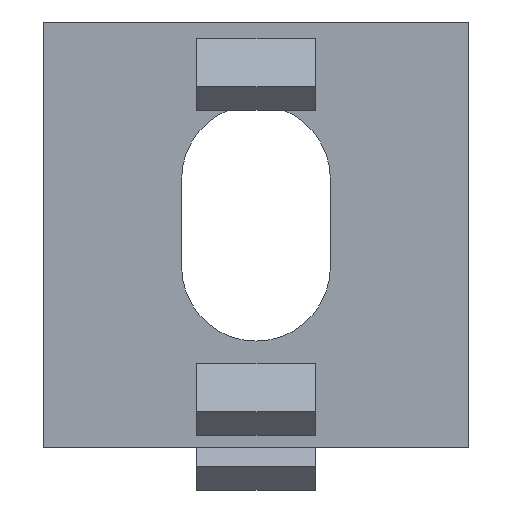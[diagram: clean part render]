
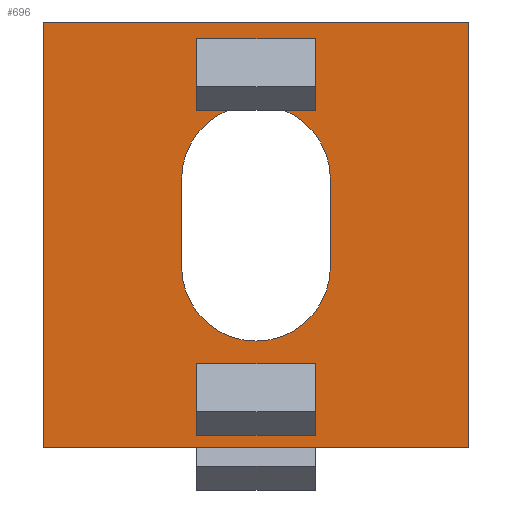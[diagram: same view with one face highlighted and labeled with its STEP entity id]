
A CAD part, left-side view. The second image highlights one B-rep face of the part: STEP entity #696.
In plain terms, the highlighted planar face has unit normal (-1, 0, 0).
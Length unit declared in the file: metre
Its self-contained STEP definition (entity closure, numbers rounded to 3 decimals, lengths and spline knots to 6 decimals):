
#16=CIRCLE('',#750,0.00315);
#17=CIRCLE('',#751,0.00315);
#32=ORIENTED_EDGE('',*,*,#228,.T.);
#33=ORIENTED_EDGE('',*,*,#229,.F.);
#34=ORIENTED_EDGE('',*,*,#230,.F.);
#35=ORIENTED_EDGE('',*,*,#231,.T.);
#36=ORIENTED_EDGE('',*,*,#232,.F.);
#37=ORIENTED_EDGE('',*,*,#233,.T.);
#38=ORIENTED_EDGE('',*,*,#234,.T.);
#39=ORIENTED_EDGE('',*,*,#235,.F.);
#40=ORIENTED_EDGE('',*,*,#236,.F.);
#41=ORIENTED_EDGE('',*,*,#237,.F.);
#42=ORIENTED_EDGE('',*,*,#238,.T.);
#43=ORIENTED_EDGE('',*,*,#239,.T.);
#44=ORIENTED_EDGE('',*,*,#240,.F.);
#45=ORIENTED_EDGE('',*,*,#241,.T.);
#46=ORIENTED_EDGE('',*,*,#242,.T.);
#47=ORIENTED_EDGE('',*,*,#243,.T.);
#228=EDGE_CURVE('',#326,#327,#390,.T.);
#229=EDGE_CURVE('',#328,#327,#391,.T.);
#230=EDGE_CURVE('',#329,#328,#392,.T.);
#231=EDGE_CURVE('',#329,#326,#393,.T.);
#232=EDGE_CURVE('',#330,#331,#394,.T.);
#233=EDGE_CURVE('',#330,#332,#395,.T.);
#234=EDGE_CURVE('',#332,#333,#396,.T.);
#235=EDGE_CURVE('',#331,#333,#397,.T.);
#236=EDGE_CURVE('',#334,#335,#398,.T.);
#237=EDGE_CURVE('',#336,#334,#399,.T.);
#238=EDGE_CURVE('',#336,#337,#400,.T.);
#239=EDGE_CURVE('',#337,#335,#401,.T.);
#240=EDGE_CURVE('',#338,#339,#402,.T.);
#241=EDGE_CURVE('',#338,#340,#16,.T.);
#242=EDGE_CURVE('',#340,#341,#403,.T.);
#243=EDGE_CURVE('',#341,#339,#17,.T.);
#326=VERTEX_POINT('',#1004);
#327=VERTEX_POINT('',#1005);
#328=VERTEX_POINT('',#1007);
#329=VERTEX_POINT('',#1009);
#330=VERTEX_POINT('',#1012);
#331=VERTEX_POINT('',#1013);
#332=VERTEX_POINT('',#1015);
#333=VERTEX_POINT('',#1017);
#334=VERTEX_POINT('',#1020);
#335=VERTEX_POINT('',#1021);
#336=VERTEX_POINT('',#1023);
#337=VERTEX_POINT('',#1025);
#338=VERTEX_POINT('',#1028);
#339=VERTEX_POINT('',#1029);
#340=VERTEX_POINT('',#1031);
#341=VERTEX_POINT('',#1033);
#390=LINE('',#1003,#480);
#391=LINE('',#1006,#481);
#392=LINE('',#1008,#482);
#393=LINE('',#1010,#483);
#394=LINE('',#1011,#484);
#395=LINE('',#1014,#485);
#396=LINE('',#1016,#486);
#397=LINE('',#1018,#487);
#398=LINE('',#1019,#488);
#399=LINE('',#1022,#489);
#400=LINE('',#1024,#490);
#401=LINE('',#1026,#491);
#402=LINE('',#1027,#492);
#403=LINE('',#1032,#493);
#480=VECTOR('',#811,1.);
#481=VECTOR('',#812,1.);
#482=VECTOR('',#813,1.);
#483=VECTOR('',#814,1.);
#484=VECTOR('',#815,1.);
#485=VECTOR('',#816,1.);
#486=VECTOR('',#817,1.);
#487=VECTOR('',#818,1.);
#488=VECTOR('',#819,1.);
#489=VECTOR('',#820,1.);
#490=VECTOR('',#821,1.);
#491=VECTOR('',#822,1.);
#492=VECTOR('',#823,1.);
#493=VECTOR('',#826,1.);
#564=EDGE_LOOP('',(#32,#33,#34,#35));
#565=EDGE_LOOP('',(#36,#37,#38,#39));
#566=EDGE_LOOP('',(#40,#41,#42,#43));
#567=EDGE_LOOP('',(#44,#45,#46,#47));
#612=FACE_BOUND('',#564,.T.);
#613=FACE_BOUND('',#565,.T.);
#614=FACE_BOUND('',#566,.T.);
#615=FACE_BOUND('',#567,.T.);
#660=PLANE('',#749);
#696=ADVANCED_FACE('',(#612,#613,#614,#615),#660,.F.);
#749=AXIS2_PLACEMENT_3D('',#1002,#809,#810);
#750=AXIS2_PLACEMENT_3D('',#1030,#824,#825);
#751=AXIS2_PLACEMENT_3D('',#1034,#827,#828);
#809=DIRECTION('',(1.,0.,0.));
#810=DIRECTION('',(0.,1.,0.));
#811=DIRECTION('',(0.,0.,-1.));
#812=DIRECTION('',(0.,1.,0.));
#813=DIRECTION('',(0.,0.,-1.));
#814=DIRECTION('',(0.,1.,0.));
#815=DIRECTION('',(0.,0.,1.));
#816=DIRECTION('',(0.,1.,0.));
#817=DIRECTION('',(0.,0.,1.));
#818=DIRECTION('',(0.,1.,0.));
#819=DIRECTION('',(0.,1.,0.));
#820=DIRECTION('',(0.,0.,1.));
#821=DIRECTION('',(0.,1.,0.));
#822=DIRECTION('',(0.,0.,1.));
#823=DIRECTION('',(0.,0.,-1.));
#824=DIRECTION('',(1.,0.,0.));
#825=DIRECTION('',(0.,1.,0.));
#826=DIRECTION('',(0.,0.,-1.));
#827=DIRECTION('',(1.,0.,0.));
#828=DIRECTION('',(0.,1.,0.));
#1002=CARTESIAN_POINT('',(0.,-0.009,0.));
#1003=CARTESIAN_POINT('',(0.,0.009,0.));
#1004=CARTESIAN_POINT('',(0.,0.009,0.018));
#1005=CARTESIAN_POINT('',(0.,0.009,0.));
#1006=CARTESIAN_POINT('',(0.,-0.009,0.));
#1007=CARTESIAN_POINT('',(0.,-0.009,0.));
#1008=CARTESIAN_POINT('',(0.,-0.009,0.));
#1009=CARTESIAN_POINT('',(0.,-0.009,0.018));
#1010=CARTESIAN_POINT('',(0.,-0.009,0.018));
#1011=CARTESIAN_POINT('',(0.,-0.0025,0.001235));
#1012=CARTESIAN_POINT('',(0.,-0.0025,0.001235));
#1013=CARTESIAN_POINT('',(0.,-0.0025,0.003536));
#1014=CARTESIAN_POINT('',(0.,-0.0025,0.001235));
#1015=CARTESIAN_POINT('',(0.,0.0025,0.001235));
#1016=CARTESIAN_POINT('',(0.,0.0025,0.001235));
#1017=CARTESIAN_POINT('',(0.,0.0025,0.003536));
#1018=CARTESIAN_POINT('',(0.,-0.0025,0.003536));
#1019=CARTESIAN_POINT('',(0.,-0.0025,0.0173));
#1020=CARTESIAN_POINT('',(0.,-0.0025,0.0173));
#1021=CARTESIAN_POINT('',(0.,0.0025,0.0173));
#1022=CARTESIAN_POINT('',(0.,-0.0025,0.0173));
#1023=CARTESIAN_POINT('',(0.,-0.0025,0.014999));
#1024=CARTESIAN_POINT('',(0.,-0.0025,0.014999));
#1025=CARTESIAN_POINT('',(0.,0.0025,0.014999));
#1026=CARTESIAN_POINT('',(0.,0.0025,0.0173));
#1027=CARTESIAN_POINT('',(0.,0.00315,0.));
#1028=CARTESIAN_POINT('',(0.,0.00315,0.01135));
#1029=CARTESIAN_POINT('',(0.,0.00315,0.00765));
#1030=CARTESIAN_POINT('',(0.,0.,0.01135));
#1031=CARTESIAN_POINT('',(0.,-0.00315,0.01135));
#1032=CARTESIAN_POINT('',(0.,-0.00315,0.));
#1033=CARTESIAN_POINT('',(0.,-0.00315,0.00765));
#1034=CARTESIAN_POINT('',(0.,0.,0.00765));
